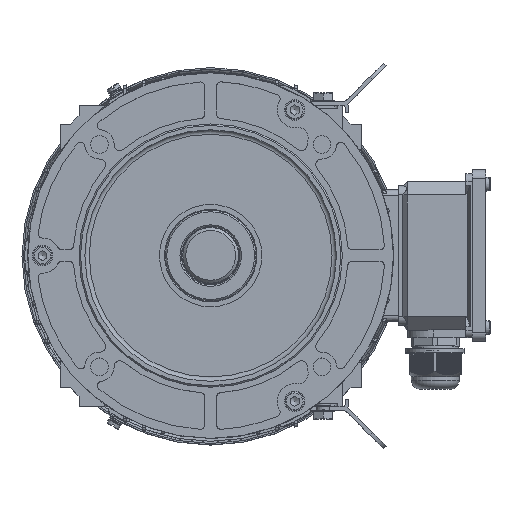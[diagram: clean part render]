
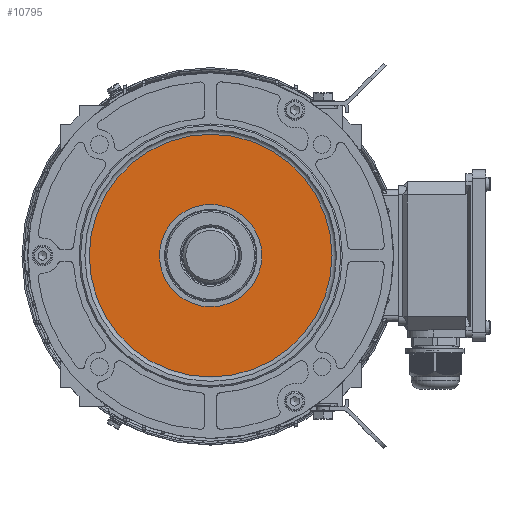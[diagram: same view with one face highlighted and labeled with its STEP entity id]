
A CAD part, top view. The second image highlights one B-rep face of the part: STEP entity #10795.
In plain terms, the highlighted planar face has unit normal (0, 0, 1).
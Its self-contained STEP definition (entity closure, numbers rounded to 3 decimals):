
#2108=FACE_BOUND('',#22588,.T.);
#2109=FACE_BOUND('',#22589,.T.);
#4104=PLANE('',#99896);
#10795=ADVANCED_FACE('',(#2108,#2109),#4104,.F.);
#22588=EDGE_LOOP('',(#58870));
#22589=EDGE_LOOP('',(#58871));
#58870=ORIENTED_EDGE('',*,*,#85702,.F.);
#58871=ORIENTED_EDGE('',*,*,#85701,.T.);
#73601=VERTEX_POINT('',#154766);
#73602=VERTEX_POINT('',#154769);
#85701=EDGE_CURVE('',#73601,#73601,#92879,.T.);
#85702=EDGE_CURVE('',#73602,#73602,#92880,.T.);
#92879=CIRCLE('',#99893,83.);
#92880=CIRCLE('',#99895,35.);
#99893=AXIS2_PLACEMENT_3D('',#154765,#120457,#120458);
#99895=AXIS2_PLACEMENT_3D('',#154768,#120461,#120462);
#99896=AXIS2_PLACEMENT_3D('',#154770,#120463,#120464);
#120457=DIRECTION('',(0.,0.,1.));
#120458=DIRECTION('',(0.,-1.,0.));
#120461=DIRECTION('',(0.,0.,1.));
#120462=DIRECTION('',(0.,-1.,0.));
#120463=DIRECTION('',(0.,0.,-1.));
#120464=DIRECTION('',(0.,1.,0.));
#154765=CARTESIAN_POINT('',(0.,0.,277.));
#154766=CARTESIAN_POINT('',(0.,-83.,277.));
#154768=CARTESIAN_POINT('',(0.,0.,277.));
#154769=CARTESIAN_POINT('',(0.,-35.,277.));
#154770=CARTESIAN_POINT('',(83.,0.,277.));
